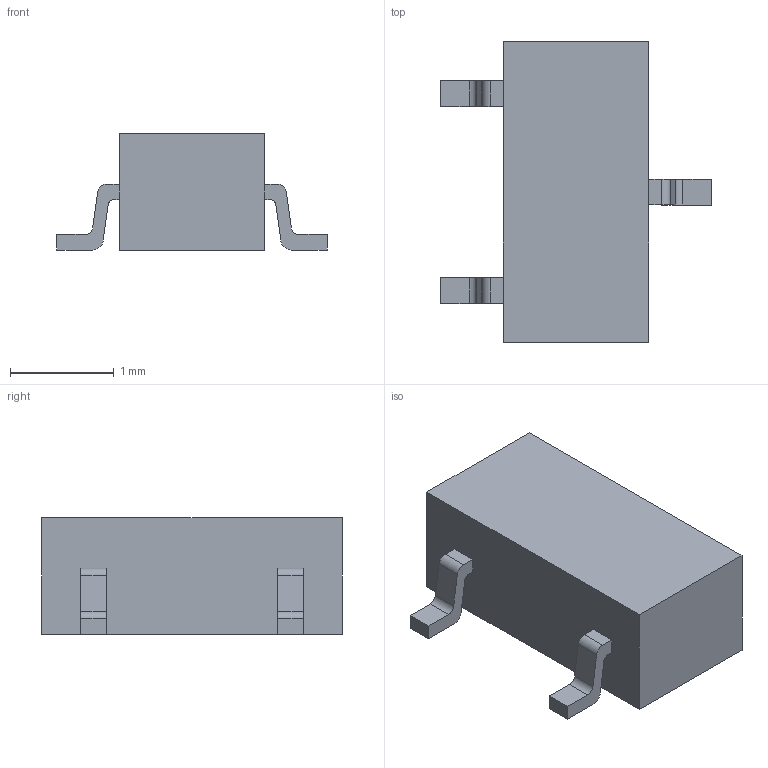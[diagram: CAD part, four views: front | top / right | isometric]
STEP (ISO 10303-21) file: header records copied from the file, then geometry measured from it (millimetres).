
FILE_DESCRIPTION( ( '' ), ' ' );
FILE_NAME( '5b17020e61b2660eaef1fcbd.step', '2018-06-05T21:35:11', ( '' ), ( '' ), ' ', ' ', ' ' );
FILE_SCHEMA( ( 'AUTOMOTIVE_DESIGN { 1 0 10303 214 1 1 1 1 }' ) );
Length unit declared in the file: metre
Products named in the file (1): Open CASCADE STEP translator 6.8 1
Bounding box: 2.61 x 2.9 x 1.12 mm (x, y, z)
Volume: 4.6 mm3; surface area: 20 mm2
Topology: 1 solids, 1 shells, 45 faces, 120 edges, 80 vertices
Faces by surface type: plane 33, cylinder 12
Entity records: 2374 total; most frequent: CARTESIAN_POINT 246, ORIENTED_EDGE 240, DIRECTION 236, STYLED_ITEM 165, PRESENTATION_STYLE_ASSIGNMENT 165, COLOUR_RGB 165, EDGE_CURVE 120, CURVE_STYLE 120
